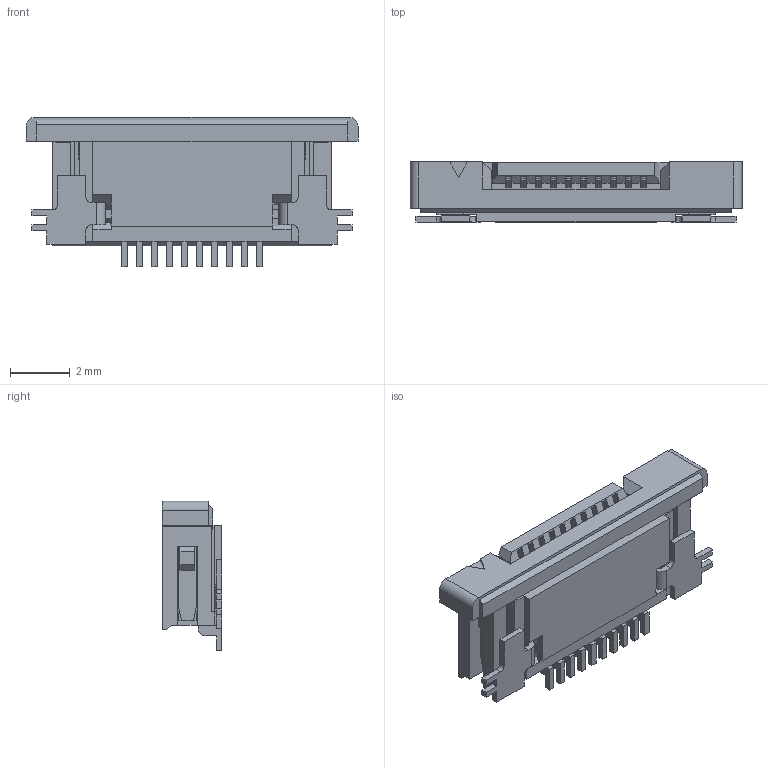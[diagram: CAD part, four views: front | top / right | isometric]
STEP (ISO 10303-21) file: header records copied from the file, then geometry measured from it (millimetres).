
FILE_DESCRIPTION((''),'2;1');
FILE_NAME('527451097','2019-07-11T',('gga'),(''),'PRO/ENGINEER BY PARAMETRIC TECHNOLOGY CORPORATION, 2016010','PRO/ENGINEER BY PARAMETRIC TECHNOLOGY CORPORATION, 2016010','');
FILE_SCHEMA(('CONFIG_CONTROL_DESIGN'));
Length unit declared in the file: millimetre
Products named in the file (1): 527451097
Bounding box: 11.1 x 2 x 5 mm (x, y, z)
Volume: 63.6 mm3; surface area: 320.3 mm2
Topology: 1 solids, 1 shells, 509 faces, 1539 edges, 1028 vertices
Faces by surface type: plane 463, cylinder 46
Entity records: 16940 total; most frequent: CARTESIAN_POINT 3051, ORIENTED_EDGE 2974, DIRECTION 2645, EDGE_CURVE 1487, VECTOR 1437, LINE 1437, VERTEX_POINT 976, AXIS2_PLACEMENT_3D 604
